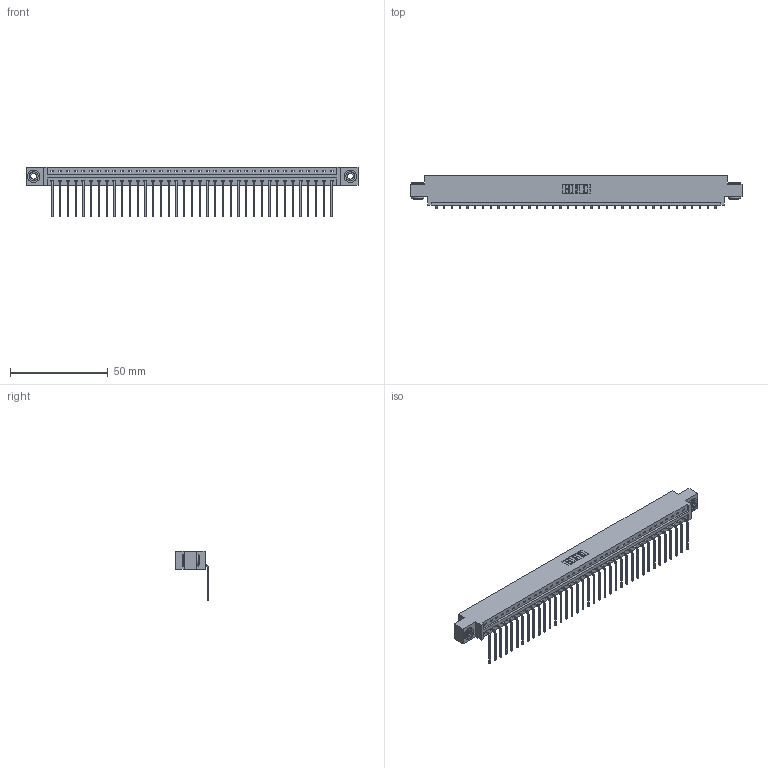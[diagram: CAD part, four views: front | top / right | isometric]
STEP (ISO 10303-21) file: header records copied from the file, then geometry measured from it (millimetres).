
FILE_DESCRIPTION (( 'STEP AP203' ), '1' );
FILE_NAME ('387-037-559-603.STEP', '2018-09-19T03:31:16', ( '' ), ( '' ), 'SwSTEP 2.0', 'SolidWorks 2016', '' );
FILE_SCHEMA (( 'CONFIG_CONTROL_DESIGN' ));
Length unit declared in the file: inch
Products named in the file (4): 337 Part_0.170 Offset - 0.156 Dia-TH; 345-292-001_558 559 Tail - 1; 345-250-002_345-250-002-102; 387-037-559-603
Assembly tree (40 placements, depth 2):
  387-037-559-603
    337 Part_0.170 Offset - 0.156 Dia-TH
    345-292-001_558 559 Tail - 1  x37
    345-250-002_345-250-002-102  x2
Bounding box: 169.62 x 17.09 x 25.53 mm (x, y, z)
Volume: 17591.9 mm3; surface area: 19237.3 mm2
Topology: 40 solids, 40 shells, 2524 faces, 7577 edges, 4998 vertices
Faces by surface type: plane 1860, cylinder 656, cone 8
Entity records: 29016 total; most frequent: CARTESIAN_POINT 5032, ORIENTED_EDGE 4998, DIRECTION 4279, EDGE_CURVE 2499, VECTOR 2347, LINE 2347, VERTEX_POINT 1662, AXIS2_PLACEMENT_3D 966
